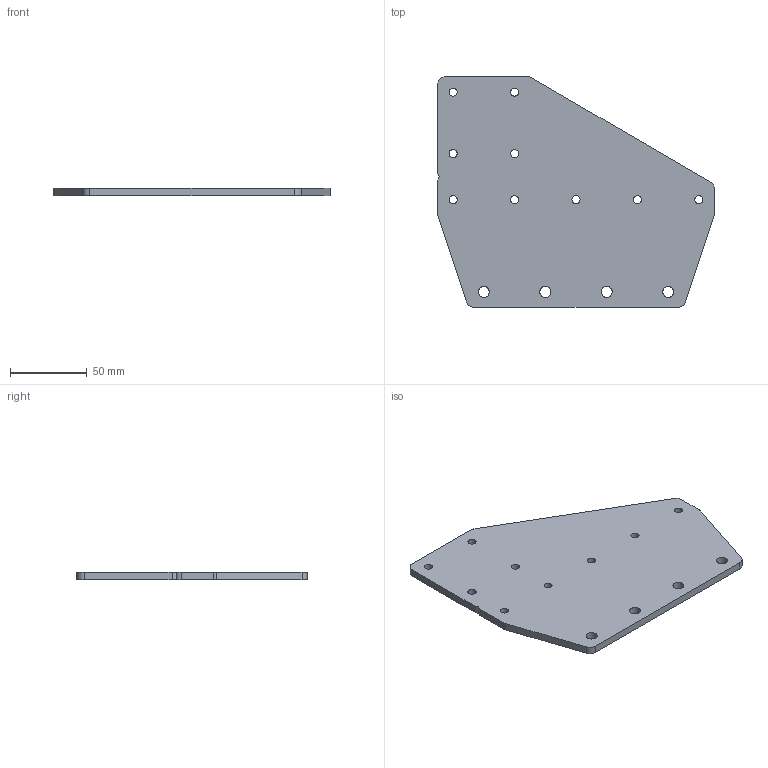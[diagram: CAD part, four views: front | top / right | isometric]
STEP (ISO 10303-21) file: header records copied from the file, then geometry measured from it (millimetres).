
FILE_DESCRIPTION( ( '' ), ' ' );
FILE_NAME( '5e8c761ed1ec37160a31d78e.step', '2020-04-07T12:46:23', ( '' ), ( '' ), ' ', ' ', ' ' );
FILE_SCHEMA( ( 'AUTOMOTIVE_DESIGN { 1 0 10303 214 1 1 1 1 }' ) );
Length unit declared in the file: metre
Products named in the file (1): Gantry Wheel Plate
Bounding box: 180 x 150 x 5 mm (x, y, z)
Volume: 106147.9 mm3; surface area: 46508.3 mm2
Topology: 1 solids, 1 shells, 32 faces, 94 edges, 64 vertices
Faces by surface type: cylinder 22, plane 10
Full cylindrical faces by diameter (mm): 5.25 x9, 7.18 x4
Entity records: 1317 total; most frequent: DIRECTION 187, CARTESIAN_POINT 170, ORIENTED_EDGE 154, AXIS2_PLACEMENT_3D 77, EDGE_CURVE 77, EDGE_LOOP 71, VERTEX_POINT 60, FACE_OUTER_BOUND 45
